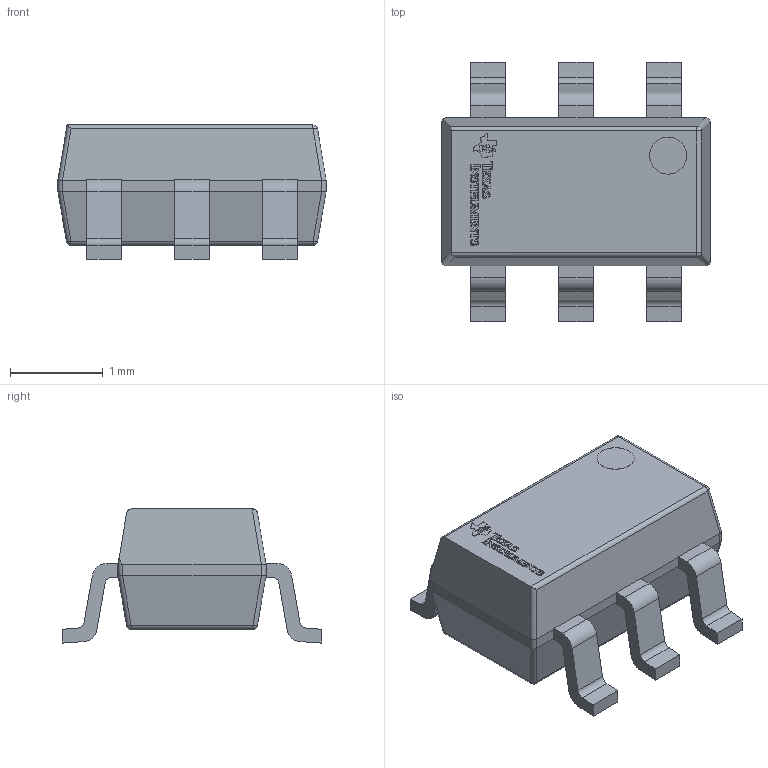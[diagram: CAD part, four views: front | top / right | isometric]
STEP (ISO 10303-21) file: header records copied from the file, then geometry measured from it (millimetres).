
FILE_DESCRIPTION(/* description */ (''),/* implementation_level */ '2;1');
FILE_NAME(/* name */ 'SOT23-6.stp',/* time_stamp */ '2019-08-27T14:21:03+02:00',/* author */ ('Lord_voldmort'),/* organization */ (''),/* preprocessor_version */ 'ST-DEVELOPER v17.2',/* originating_system */ 'Autodesk Inventor 2019',/* authorisation */ '');
FILE_SCHEMA (('AUTOMOTIVE_DESIGN { 1 0 10303 214 3 1 1 }'));
Length unit declared in the file: millimetre
Products named in the file (6): max_Tsop16; IC_BODY; IC_LEG; circle; Texas Instruments; IC_LEG_MIR2
Assembly tree (9 placements, depth 2):
  max_Tsop16
    IC_BODY
    IC_LEG  x3
    circle
    Texas Instruments
    IC_LEG_MIR2  x3
Bounding box: 2.9 x 2.8 x 1.45 mm (x, y, z)
Volume: 5.9 mm3; surface area: 26.8 mm2
Topology: 26 solids, 26 shells, 545 faces, 1461 edges, 968 vertices
Faces by surface type: plane 330, bspline 166, cylinder 43, sphere 6
Full cylindrical faces by diameter (mm): 0.4 x1
Entity records: 16458 total; most frequent: CARTESIAN_POINT 4959, ORIENTED_EDGE 2634, DIRECTION 1739, EDGE_CURVE 1317, LINE 923, VECTOR 923, VERTEX_POINT 872, EDGE_LOOP 493
